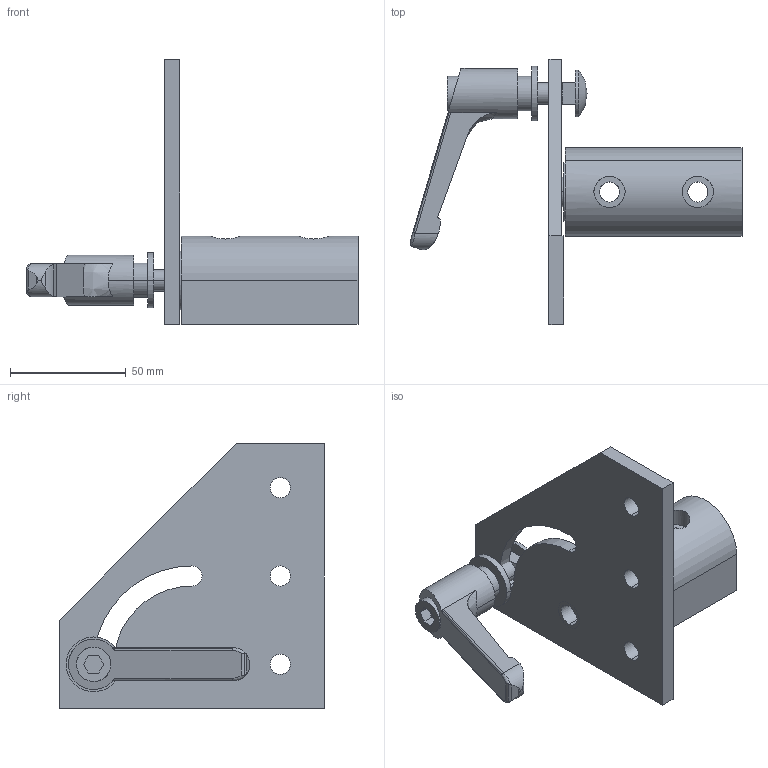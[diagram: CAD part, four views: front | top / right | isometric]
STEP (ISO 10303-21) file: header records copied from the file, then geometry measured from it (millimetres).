
FILE_DESCRIPTION((''),'2;1');
FILE_NAME('15HI8867.stp','2006-03-13T15:33:40',('Shawn Mantel'),('Faztek, LLC'),'Mechanical Desktop 2005','Mechanical Desktop 2005',', , ');
FILE_SCHEMA(('CONFIG_CONTROL_DESIGN'));
Length unit declared in the file: inch
Products named in the file (1): Product
Bounding box: 143.22 x 114.3 x 114.3 mm (x, y, z)
Volume: 168830.6 mm3; surface area: 49547.5 mm2
Topology: 7 solids, 7 shells, 130 faces, 323 edges, 213 vertices
Faces by surface type: cylinder 71, plane 39, bspline 18, cone 2
Entity records: 4752 total; most frequent: CARTESIAN_POINT 1552, ORIENTED_EDGE 642, DIRECTION 631, EDGE_CURVE 321, AXIS2_PLACEMENT_3D 243, VERTEX_POINT 213, EDGE_LOOP 164, VECTOR 145
